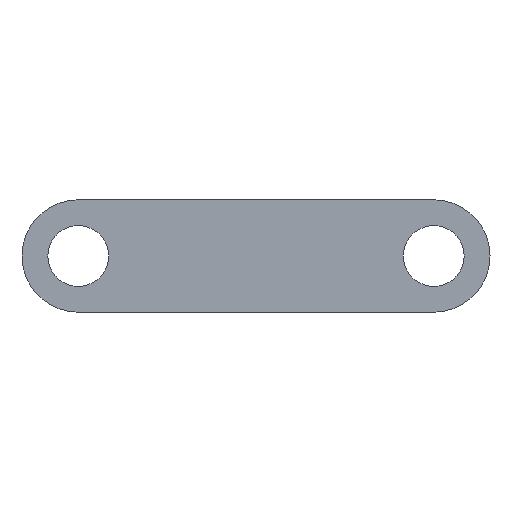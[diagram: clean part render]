
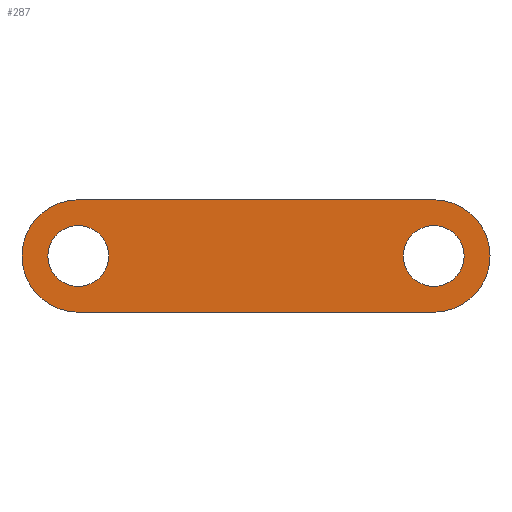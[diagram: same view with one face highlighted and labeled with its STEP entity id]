
A CAD part, front view. The second image highlights one B-rep face of the part: STEP entity #287.
In plain terms, the highlighted planar face has unit normal (0, -1, 0).
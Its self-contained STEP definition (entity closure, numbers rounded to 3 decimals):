
#25=FACE_BOUND('',#72,.T.);
#26=FACE_BOUND('',#73,.T.);
#35=PLANE('',#335);
#51=FACE_OUTER_BOUND('',#71,.T.);
#71=EDGE_LOOP('',(#253,#254,#255,#256));
#72=EDGE_LOOP('',(#257));
#73=EDGE_LOOP('',(#258));
#93=LINE('',#494,#113);
#96=LINE('',#503,#116);
#113=VECTOR('',#410,10.);
#116=VECTOR('',#421,10.);
#125=CIRCLE('',#322,4.05);
#127=CIRCLE('',#325,4.05);
#130=CIRCLE('',#329,7.5);
#132=CIRCLE('',#333,7.5);
#145=VERTEX_POINT('',#469);
#147=VERTEX_POINT('',#475);
#151=VERTEX_POINT('',#484);
#152=VERTEX_POINT('',#486);
#154=VERTEX_POINT('',#492);
#156=VERTEX_POINT('',#498);
#175=EDGE_CURVE('',#145,#145,#125,.T.);
#178=EDGE_CURVE('',#147,#147,#127,.T.);
#183=EDGE_CURVE('',#151,#152,#130,.T.);
#187=EDGE_CURVE('',#154,#151,#93,.T.);
#190=EDGE_CURVE('',#156,#154,#132,.T.);
#192=EDGE_CURVE('',#152,#156,#96,.T.);
#253=ORIENTED_EDGE('',*,*,#192,.F.);
#254=ORIENTED_EDGE('',*,*,#183,.F.);
#255=ORIENTED_EDGE('',*,*,#187,.F.);
#256=ORIENTED_EDGE('',*,*,#190,.F.);
#257=ORIENTED_EDGE('',*,*,#178,.F.);
#258=ORIENTED_EDGE('',*,*,#175,.F.);
#287=ADVANCED_FACE('',(#51,#25,#26),#35,.F.);
#322=AXIS2_PLACEMENT_3D('',#470,#386,#387);
#325=AXIS2_PLACEMENT_3D('',#476,#393,#394);
#329=AXIS2_PLACEMENT_3D('',#487,#403,#404);
#333=AXIS2_PLACEMENT_3D('',#500,#416,#417);
#335=AXIS2_PLACEMENT_3D('',#504,#422,#423);
#386=DIRECTION('center_axis',(0.,-1.,0.));
#387=DIRECTION('ref_axis',(1.,0.,0.));
#393=DIRECTION('center_axis',(0.,-1.,0.));
#394=DIRECTION('ref_axis',(1.,0.,0.));
#403=DIRECTION('center_axis',(0.,1.,0.));
#404=DIRECTION('ref_axis',(1.,0.,0.));
#410=DIRECTION('',(-1.,0.,0.));
#416=DIRECTION('center_axis',(0.,1.,0.));
#417=DIRECTION('ref_axis',(1.,0.,0.));
#421=DIRECTION('',(1.,0.,0.));
#422=DIRECTION('center_axis',(0.,1.,0.));
#423=DIRECTION('ref_axis',(1.,0.,0.));
#469=CARTESIAN_POINT('',(-4.05,-37.1,0.));
#470=CARTESIAN_POINT('Origin',(0.,-37.1,0.));
#475=CARTESIAN_POINT('',(43.36,-37.1,0.));
#476=CARTESIAN_POINT('Origin',(47.41,-37.1,0.));
#484=CARTESIAN_POINT('',(0.,-37.1,-7.5));
#486=CARTESIAN_POINT('',(0.,-37.1,7.5));
#487=CARTESIAN_POINT('Origin',(0.,-37.1,0.));
#492=CARTESIAN_POINT('',(47.41,-37.1,-7.5));
#494=CARTESIAN_POINT('',(0.,-37.1,-7.5));
#498=CARTESIAN_POINT('',(47.41,-37.1,7.5));
#500=CARTESIAN_POINT('Origin',(47.41,-37.1,0.));
#503=CARTESIAN_POINT('',(0.,-37.1,7.5));
#504=CARTESIAN_POINT('Origin',(23.705,-37.1,0.));
